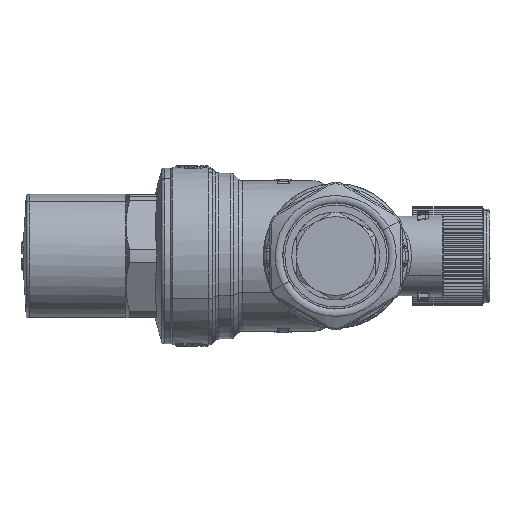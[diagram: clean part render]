
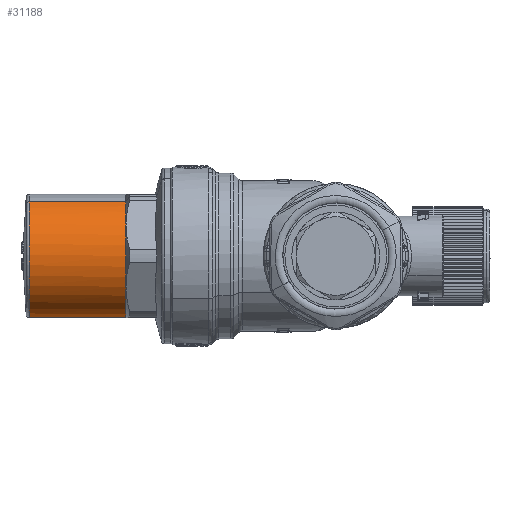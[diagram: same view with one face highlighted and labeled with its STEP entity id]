
A CAD part, left-side view. The second image highlights one B-rep face of the part: STEP entity #31188.
In plain terms, the highlighted cylindrical face has radius 20 mm (diameter 40 mm), a partial arc.
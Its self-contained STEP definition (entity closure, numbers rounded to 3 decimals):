
#31068=CARTESIAN_POINT('Axis2P3D Location',(0.,99.35,0.)) ;
#31072=CARTESIAN_POINT('Vertex',(-9.589,99.35,17.552)) ;
#31074=CARTESIAN_POINT('Vertex',(9.589,99.35,-17.552)) ;
#31134=CARTESIAN_POINT('Axis2P3D Location',(0.,71.9,0.)) ;
#31139=CARTESIAN_POINT('Line Origine',(9.589,78.868,-17.552)) ;
#31143=CARTESIAN_POINT('Vertex',(9.589,68.,-17.552)) ;
#31146=CARTESIAN_POINT('Axis2P3D Location',(0.,68.,0.)) ;
#31150=CARTESIAN_POINT('Vertex',(0.,68.,-20.)) ;
#31153=CARTESIAN_POINT('Axis2P3D Location',(0.,68.,0.)) ;
#31157=CARTESIAN_POINT('Vertex',(-17.321,68.,-10.)) ;
#31160=CARTESIAN_POINT('Axis2P3D Location',(0.,68.,0.)) ;
#31164=CARTESIAN_POINT('Vertex',(-17.321,68.,10.)) ;
#31167=CARTESIAN_POINT('Axis2P3D Location',(0.,68.,0.)) ;
#31171=CARTESIAN_POINT('Vertex',(-9.589,68.,17.552)) ;
#31174=CARTESIAN_POINT('Line Origine',(-9.589,78.868,17.552)) ;
#31141=VECTOR('Line Direction',#31140,1.) ;
#31176=VECTOR('Line Direction',#31175,1.) ;
#31069=DIRECTION('Axis2P3D Direction',(0.,-1.,0.)) ;
#31135=DIRECTION('Axis2P3D Direction',(0.,-1.,0.)) ;
#31136=DIRECTION('Axis2P3D XDirection',(0.479,0.,-0.878)) ;
#31140=DIRECTION('Vector Direction',(0.,-1.,0.)) ;
#31147=DIRECTION('Axis2P3D Direction',(0.,-1.,0.)) ;
#31154=DIRECTION('Axis2P3D Direction',(0.,-1.,0.)) ;
#31161=DIRECTION('Axis2P3D Direction',(0.,-1.,0.)) ;
#31168=DIRECTION('Axis2P3D Direction',(0.,-1.,0.)) ;
#31175=DIRECTION('Vector Direction',(0.,-1.,0.)) ;
#31070=AXIS2_PLACEMENT_3D('Circle Axis2P3D',#31068,#31069,$) ;
#31137=AXIS2_PLACEMENT_3D('Cylinder Axis2P3D',#31134,#31135,#31136) ;
#31148=AXIS2_PLACEMENT_3D('Circle Axis2P3D',#31146,#31147,$) ;
#31155=AXIS2_PLACEMENT_3D('Circle Axis2P3D',#31153,#31154,$) ;
#31162=AXIS2_PLACEMENT_3D('Circle Axis2P3D',#31160,#31161,$) ;
#31169=AXIS2_PLACEMENT_3D('Circle Axis2P3D',#31167,#31168,$) ;
#31142=LINE('Line',#31139,#31141) ;
#31177=LINE('Line',#31174,#31176) ;
#31071=CIRCLE('generated circle',#31070,20.) ;
#31149=CIRCLE('generated circle',#31148,20.) ;
#31156=CIRCLE('generated circle',#31155,20.) ;
#31163=CIRCLE('generated circle',#31162,20.) ;
#31170=CIRCLE('generated circle',#31169,20.) ;
#31138=CYLINDRICAL_SURFACE('generated cylinder',#31137,20.) ;
#31076=EDGE_CURVE('',#31073,#31075,#31071,.T.) ;
#31145=EDGE_CURVE('',#31144,#31075,#31142,.F.) ;
#31152=EDGE_CURVE('',#31151,#31144,#31149,.T.) ;
#31159=EDGE_CURVE('',#31158,#31151,#31156,.T.) ;
#31166=EDGE_CURVE('',#31165,#31158,#31163,.T.) ;
#31173=EDGE_CURVE('',#31172,#31165,#31170,.T.) ;
#31178=EDGE_CURVE('',#31172,#31073,#31177,.F.) ;
#31180=ORIENTED_EDGE('',*,*,#31145,.F.) ;
#31181=ORIENTED_EDGE('',*,*,#31152,.F.) ;
#31182=ORIENTED_EDGE('',*,*,#31159,.F.) ;
#31183=ORIENTED_EDGE('',*,*,#31166,.F.) ;
#31184=ORIENTED_EDGE('',*,*,#31173,.F.) ;
#31185=ORIENTED_EDGE('',*,*,#31178,.T.) ;
#31186=ORIENTED_EDGE('',*,*,#31076,.T.) ;
#31179=EDGE_LOOP('',(#31180,#31181,#31182,#31183,#31184,#31185,#31186)) ;
#31073=VERTEX_POINT('',#31072) ;
#31075=VERTEX_POINT('',#31074) ;
#31144=VERTEX_POINT('',#31143) ;
#31151=VERTEX_POINT('',#31150) ;
#31158=VERTEX_POINT('',#31157) ;
#31165=VERTEX_POINT('',#31164) ;
#31172=VERTEX_POINT('',#31171) ;
#31188=ADVANCED_FACE('PartBody',(#31187),#31138,.T.) ;
#31187=FACE_OUTER_BOUND('',#31179,.T.) ;
